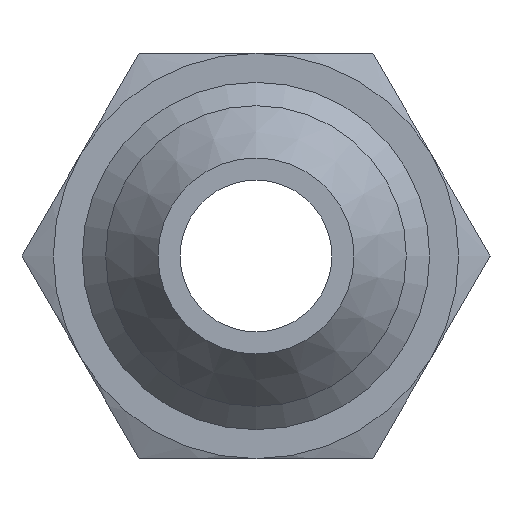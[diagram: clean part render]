
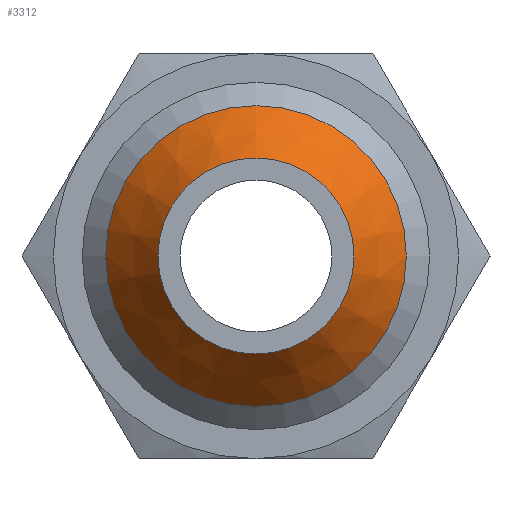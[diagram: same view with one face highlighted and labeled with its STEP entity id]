
A CAD part, left-side view. The second image highlights one B-rep face of the part: STEP entity #3312.
In plain terms, the highlighted conical face has half-angle 37 degrees and reference radius 25.4 mm.
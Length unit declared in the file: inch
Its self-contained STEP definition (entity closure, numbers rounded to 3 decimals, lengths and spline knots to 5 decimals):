
#3285=CARTESIAN_POINT('',(0.39537,0.,0.));
#3286=DIRECTION('',(1.0,0.0,0.0));
#3287=DIRECTION('',(0.0,0.0,-1.0));
#3288=AXIS2_PLACEMENT_3D('',#3285,#3286,#3287);
#3289=CONICAL_SURFACE('',#3288,1.0,37.);
#3290=CARTESIAN_POINT('',(-0.651,0.,0.2115));
#3291=VERTEX_POINT('',#3290);
#3292=CARTESIAN_POINT('',(-0.651,0.,0.));
#3293=DIRECTION('',(1.0,0.0,0.0));
#3294=DIRECTION('',(0.0,0.0,-1.0));
#3295=AXIS2_PLACEMENT_3D('',#3292,#3293,#3294);
#3296=CIRCLE('',#3295,0.2115);
#3297=EDGE_CURVE('',#3291,#3291,#3296,.T.);
#3298=ORIENTED_EDGE('',*,*,#3297,.T.);
#3299=EDGE_LOOP('',(#3298));
#3300=FACE_OUTER_BOUND('',#3299,.T.);
#3301=CARTESIAN_POINT('',(-0.50104,0.,0.3245));
#3302=VERTEX_POINT('',#3301);
#3303=CARTESIAN_POINT('',(-0.50104,0.,0.));
#3304=DIRECTION('',(-1.0,0.0,0.0));
#3305=DIRECTION('',(0.0,0.0,-1.0));
#3306=AXIS2_PLACEMENT_3D('',#3303,#3304,#3305);
#3307=CIRCLE('',#3306,0.3245);
#3308=EDGE_CURVE('',#3302,#3302,#3307,.T.);
#3309=ORIENTED_EDGE('',*,*,#3308,.T.);
#3310=EDGE_LOOP('',(#3309));
#3311=FACE_BOUND('',#3310,.T.);
#3312=ADVANCED_FACE('',(#3300,#3311),#3289,.T.);
